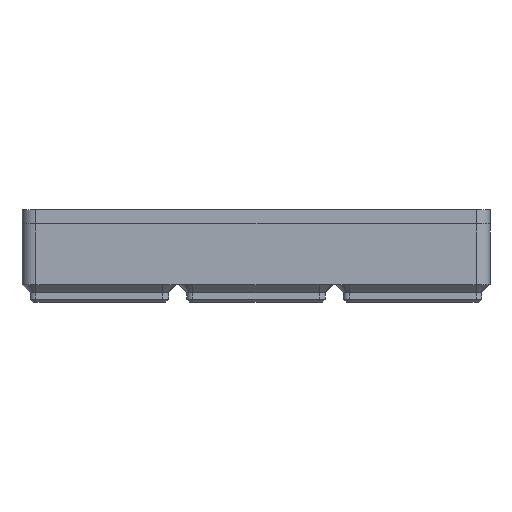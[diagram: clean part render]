
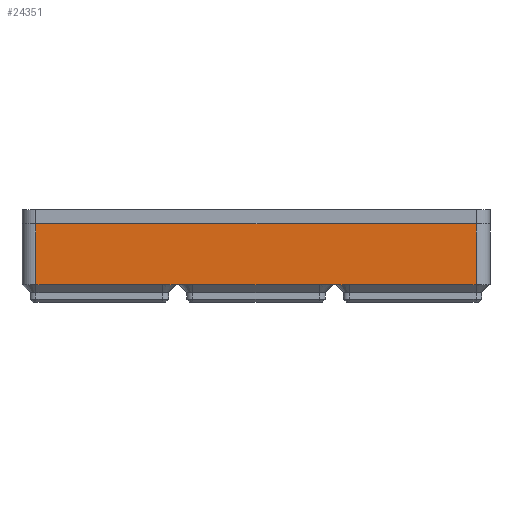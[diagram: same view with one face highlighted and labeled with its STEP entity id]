
A CAD part, left-side view. The second image highlights one B-rep face of the part: STEP entity #24351.
In plain terms, the highlighted planar face has unit normal (-1, 0, 0).
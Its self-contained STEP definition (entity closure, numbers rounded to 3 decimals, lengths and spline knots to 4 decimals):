
#1838=LINE('',#47329,#3844);
#2038=LINE('',#47894,#4044);
#2066=LINE('',#47991,#4072);
#2067=LINE('',#47992,#4073);
#2252=LINE('',#48480,#4258);
#2306=LINE('',#48667,#4312);
#2309=LINE('',#48677,#4315);
#2311=LINE('',#48680,#4317);
#3844=VECTOR('',#28155,0.3937);
#4044=VECTOR('',#28765,0.3937);
#4072=VECTOR('',#28849,0.3937);
#4073=VECTOR('',#28850,0.3937);
#4258=VECTOR('',#29395,0.3937);
#4312=VECTOR('',#29549,0.3937);
#4315=VECTOR('',#29562,0.3937);
#4317=VECTOR('',#29566,0.3937);
#5171=PLANE('',#25433);
#6534=FACE_OUTER_BOUND('',#7978,.T.);
#7978=EDGE_LOOP('',(#22344,#22345,#22346,#22347,#22348,#22349,#22350,#22351));
#11240=VERTEX_POINT('',#47321);
#11242=VERTEX_POINT('',#47327);
#11400=VERTEX_POINT('',#47886);
#11402=VERTEX_POINT('',#47892);
#11443=VERTEX_POINT('',#47989);
#11566=VERTEX_POINT('',#48478);
#11603=VERTEX_POINT('',#48659);
#11605=VERTEX_POINT('',#48665);
#14546=EDGE_CURVE('',#11240,#11242,#1838,.T.);
#14826=EDGE_CURVE('',#11400,#11402,#2038,.T.);
#14875=EDGE_CURVE('',#11402,#11443,#2066,.T.);
#14876=EDGE_CURVE('',#11242,#11400,#2067,.T.);
#15122=EDGE_CURVE('',#11443,#11566,#2252,.T.);
#15195=EDGE_CURVE('',#11605,#11603,#2306,.T.);
#15200=EDGE_CURVE('',#11603,#11566,#2309,.T.);
#15202=EDGE_CURVE('',#11240,#11605,#2311,.T.);
#22344=ORIENTED_EDGE('',*,*,#15200,.F.);
#22345=ORIENTED_EDGE('',*,*,#15195,.F.);
#22346=ORIENTED_EDGE('',*,*,#15202,.F.);
#22347=ORIENTED_EDGE('',*,*,#14546,.T.);
#22348=ORIENTED_EDGE('',*,*,#14876,.T.);
#22349=ORIENTED_EDGE('',*,*,#14826,.T.);
#22350=ORIENTED_EDGE('',*,*,#14875,.T.);
#22351=ORIENTED_EDGE('',*,*,#15122,.T.);
#24351=ADVANCED_FACE('',(#6534),#5171,.T.);
#25433=AXIS2_PLACEMENT_3D('',#48679,#29564,#29565);
#28155=DIRECTION('',(0.,-1.,0.));
#28765=DIRECTION('',(0.,-1.,0.));
#28849=DIRECTION('',(0.,-1.,0.));
#28850=DIRECTION('',(0.,-1.,0.));
#29395=DIRECTION('',(0.,-1.,0.));
#29549=DIRECTION('',(0.,-1.,0.));
#29562=DIRECTION('',(0.,0.,-1.));
#29564=DIRECTION('center_axis',(-1.,0.,0.));
#29565=DIRECTION('ref_axis',(0.,-1.,0.));
#29566=DIRECTION('',(0.,0.,1.));
#47321=CARTESIAN_POINT('',(0.,4.7933,0.));
#47327=CARTESIAN_POINT('',(0.,3.4547,0.));
#47329=CARTESIAN_POINT('',(0.,4.9409,0.));
#47886=CARTESIAN_POINT('',(0.,3.1398,0.));
#47892=CARTESIAN_POINT('',(0.,1.8012,0.));
#47894=CARTESIAN_POINT('',(0.,4.9409,0.));
#47989=CARTESIAN_POINT('',(0.,1.4862,0.));
#47991=CARTESIAN_POINT('',(0.,4.9409,0.));
#47992=CARTESIAN_POINT('',(0.,4.9409,0.));
#48478=CARTESIAN_POINT('',(0.,0.1476,0.));
#48480=CARTESIAN_POINT('',(0.,4.9409,0.));
#48659=CARTESIAN_POINT('',(0.,0.1476,0.6398));
#48665=CARTESIAN_POINT('',(0.,4.7933,0.6398));
#48667=CARTESIAN_POINT('',(0.,4.9409,0.6398));
#48677=CARTESIAN_POINT('',(0.,0.1476,0.));
#48679=CARTESIAN_POINT('Origin',(0.,4.9409,0.));
#48680=CARTESIAN_POINT('',(0.,4.7933,0.));
